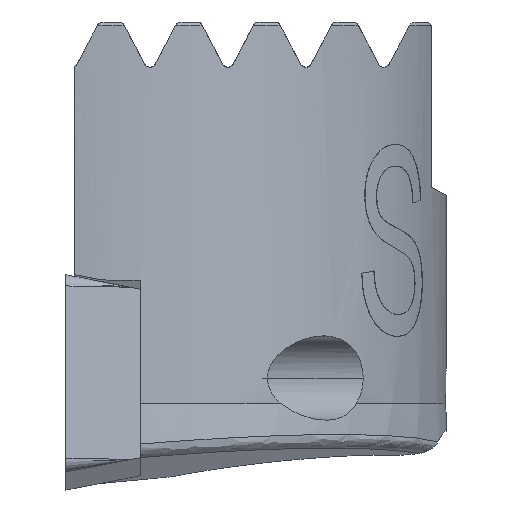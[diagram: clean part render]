
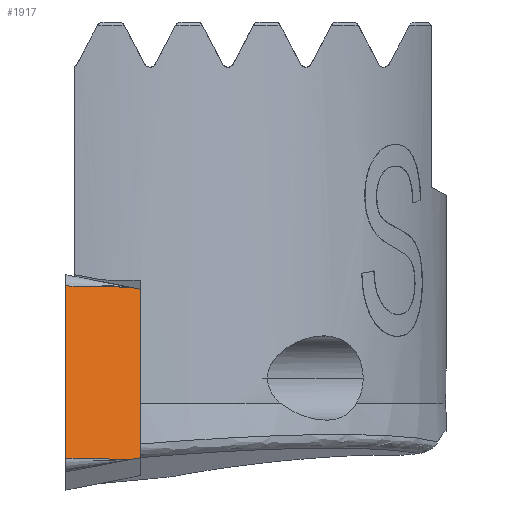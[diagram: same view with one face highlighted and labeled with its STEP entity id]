
A CAD part, left-side view. The second image highlights one B-rep face of the part: STEP entity #1917.
In plain terms, the highlighted planar face has unit normal (-0.976, -0.191, 0.103).
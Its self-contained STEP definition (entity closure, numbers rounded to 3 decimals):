
#1215=EDGE_CURVE('NONE',#3255,#2515,#3536,.T.);
#1217=EDGE_CURVE('NONE',#1643,#2515,#3538,.T.);
#1643=VERTEX_POINT('NONE',#3996);
#1877=EDGE_CURVE('NONE',#2519,#1953,#4262,.T.);
#1917=ADVANCED_FACE('NONE',(#4309),#4310,.T.);
#1935=EDGE_CURVE('NONE',#1953,#2155,#4330,.T.);
#1953=VERTEX_POINT('NONE',#4349);
#2155=VERTEX_POINT('NONE',#4574);
#2515=VERTEX_POINT('NONE',#4968);
#2519=VERTEX_POINT('NONE',#4972);
#3059=EDGE_CURVE('NONE',#2155,#1643,#5554,.T.);
#3215=EDGE_CURVE('NONE',#2519,#3255,#5723,.T.);
#3255=VERTEX_POINT('NONE',#5766);
#3536=LINE('',#6110,#6111);
#3538=LINE('',#6114,#6115);
#3996=CARTESIAN_POINT('',(0.002,0.,1.022));
#4262=LINE('',#8708,#8709);
#4309=FACE_OUTER_BOUND('',#8791,.T.);
#4310=PLANE('',#8792);
#4330=LINE('',#8817,#8818);
#4349=CARTESIAN_POINT('',(0.469,-2.38,1.036));
#4574=CARTESIAN_POINT('',(0.4,-2.058,0.98));
#4968=CARTESIAN_POINT('',(0.582,0.,6.542));
#4972=CARTESIAN_POINT('',(1.036,-2.38,6.431));
#5554=LINE('',#12135,#12136);
#5723=LINE('',#12655,#12656);
#5766=CARTESIAN_POINT('',(0.98,-2.058,6.5));
#6110=CARTESIAN_POINT('',(0.582,0.,6.542));
#6111=VECTOR('',#13586,1000.0);
#6114=CARTESIAN_POINT('',(0.002,0.,1.022));
#6115=VECTOR('',#13587,1000.0);
#8708=CARTESIAN_POINT('',(0.462,-2.38,0.974));
#8709=VECTOR('',#14391,1000.0);
#8791=EDGE_LOOP('',(#14461,#14462,#14463,#14464,#14465,#14466));
#8792=AXIS2_PLACEMENT_3D('',#14467,#14468,#14469);
#8817=CARTESIAN_POINT('',(-0.024,-0.072,0.637));
#8818=VECTOR('',#14490,1000.0);
#12135=CARTESIAN_POINT('',(0.002,0.,1.022));
#12136=VECTOR('',#15719,1000.0);
#12655=CARTESIAN_POINT('',(0.81,-1.075,6.71));
#12656=VECTOR('',#15887,1000.0);
#13586=DIRECTION('',(-0.19,0.982,0.02));
#13587=DIRECTION('',(0.105,0.,0.995));
#14391=DIRECTION('',(-0.105,0.,-0.995));
#14461=ORIENTED_EDGE('',*,*,#1877,.F.);
#14462=ORIENTED_EDGE('',*,*,#3215,.T.);
#14463=ORIENTED_EDGE('',*,*,#1215,.T.);
#14464=ORIENTED_EDGE('',*,*,#1217,.F.);
#14465=ORIENTED_EDGE('',*,*,#3059,.F.);
#14466=ORIENTED_EDGE('',*,*,#1935,.F.);
#14467=CARTESIAN_POINT('',(0.002,0.,1.022));
#14468=DIRECTION('',(-0.976,-0.191,0.103));
#14469=DIRECTION('',(-0.19,0.982,0.02));
#14490=DIRECTION('',(-0.206,0.964,-0.167));
#15719=DIRECTION('',(-0.19,0.982,0.02));
#15887=DIRECTION('',(-0.167,0.964,0.206));
